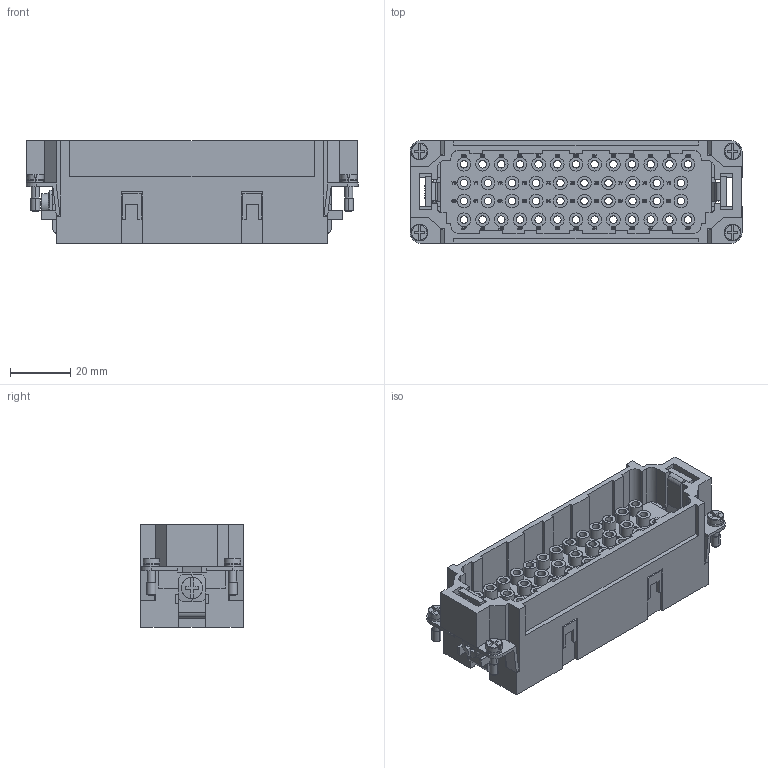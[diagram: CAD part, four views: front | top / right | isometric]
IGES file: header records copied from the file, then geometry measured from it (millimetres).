
Global section: file name: No Iges File Name specified; native system: AutoDesk Inventor R6.1; preprocessor: AutoDesk Inventor Iges Exporter R6.1; author: No Author specified; organization: No Organization specified; date: 20061128.180536; units: millimetre
Bounding box: 110.2 x 34 x 34.01 mm (x, y, z)
Volume: 53884.6 mm3; surface area: 42090.7 mm2
Topology: 1 solids, 1 shells, 3835 faces, 10145 edges, 6747 vertices
Faces by surface type: bspline 2019, plane 1453, revolution 215, cylinder 132, torus 8, sphere 4, cone 4
